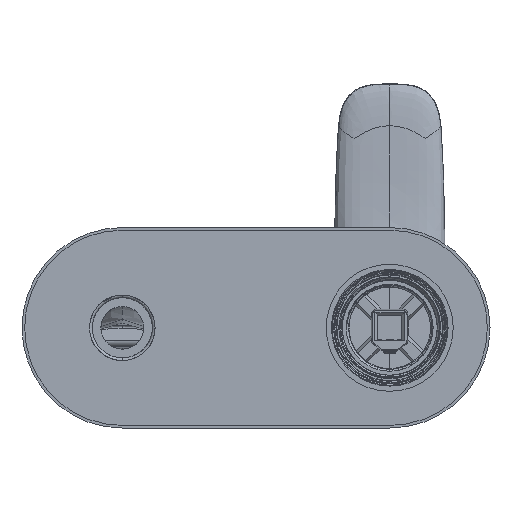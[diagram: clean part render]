
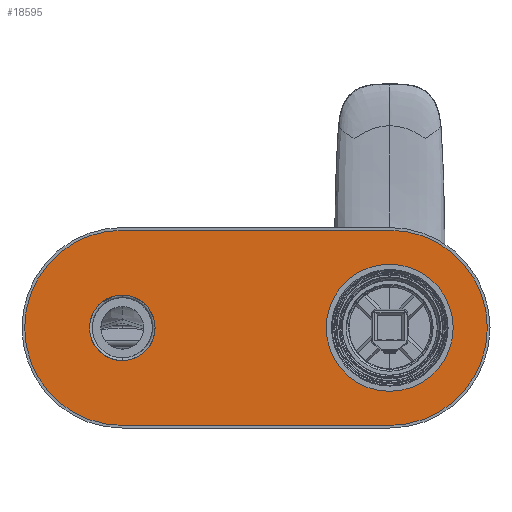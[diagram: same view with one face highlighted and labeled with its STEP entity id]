
A CAD part, front view. The second image highlights one B-rep face of the part: STEP entity #18595.
In plain terms, the highlighted planar face has unit normal (0, -1, 0).
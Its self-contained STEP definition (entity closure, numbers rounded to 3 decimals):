
#18005=DIRECTION('',(-1.,0.,0.));
#18006=VECTOR('',#18005,100.);
#18007=CARTESIAN_POINT('',(0.,4.5,36.5));
#18008=LINE('',#18007,#18006);
#18017=DIRECTION('',(1.,0.,0.));
#18018=VECTOR('',#18017,100.);
#18019=CARTESIAN_POINT('',(-100.,4.5,-36.5));
#18020=LINE('',#18019,#18018);
#18029=CARTESIAN_POINT('',(0.,4.5,0.));
#18030=DIRECTION('',(0.,1.,0.));
#18031=DIRECTION('',(0.,0.,1.));
#18032=AXIS2_PLACEMENT_3D('',#18029,#18030,#18031);
#18034=CARTESIAN_POINT('',(-100.,4.5,0.));
#18035=DIRECTION('',(0.,1.,0.));
#18036=DIRECTION('',(0.,0.,-1.));
#18037=AXIS2_PLACEMENT_3D('',#18034,#18035,#18036);
#18039=CARTESIAN_POINT('',(-100.,4.5,0.));
#18040=DIRECTION('',(0.,1.,0.));
#18041=DIRECTION('',(-1.,0.,0.));
#18042=AXIS2_PLACEMENT_3D('',#18039,#18040,#18041);
#18044=CARTESIAN_POINT('',(-100.,4.5,0.));
#18045=DIRECTION('',(0.,-1.,0.));
#18046=DIRECTION('',(1.,0.,0.));
#18047=AXIS2_PLACEMENT_3D('',#18044,#18045,#18046);
#18049=CARTESIAN_POINT('',(-100.,4.5,0.));
#18050=DIRECTION('',(0.,-1.,0.));
#18051=DIRECTION('',(-1.,0.,0.));
#18052=AXIS2_PLACEMENT_3D('',#18049,#18050,#18051);
#18054=CARTESIAN_POINT('',(0.,4.5,0.));
#18055=DIRECTION('',(0.,-1.,0.));
#18056=DIRECTION('',(-1.,0.,0.));
#18057=AXIS2_PLACEMENT_3D('',#18054,#18055,#18056);
#18059=CARTESIAN_POINT('',(0.,4.5,0.));
#18060=DIRECTION('',(0.,-1.,0.));
#18061=DIRECTION('',(1.,0.,0.));
#18062=AXIS2_PLACEMENT_3D('',#18059,#18060,#18061);
#18320=CARTESIAN_POINT('',(0.,4.5,36.5));
#18321=VERTEX_POINT('',#18320);
#18322=CARTESIAN_POINT('',(-100.,4.5,36.5));
#18323=VERTEX_POINT('',#18322);
#18324=CARTESIAN_POINT('',(0.,4.5,-36.5));
#18325=VERTEX_POINT('',#18324);
#18326=CARTESIAN_POINT('',(-100.,4.5,-36.5));
#18327=VERTEX_POINT('',#18326);
#18328=CARTESIAN_POINT('',(-136.5,4.5,0.));
#18329=VERTEX_POINT('',#18328);
#18330=CARTESIAN_POINT('',(-87.75,4.5,0.));
#18331=CARTESIAN_POINT('',(-112.25,4.5,0.));
#18332=VERTEX_POINT('',#18330);
#18333=VERTEX_POINT('',#18331);
#18334=CARTESIAN_POINT('',(-23.75,4.5,0.));
#18335=CARTESIAN_POINT('',(23.75,4.5,0.));
#18336=VERTEX_POINT('',#18334);
#18337=VERTEX_POINT('',#18335);
#18571=CARTESIAN_POINT('',(0.,4.5,0.));
#18572=DIRECTION('',(0.,1.,0.));
#18573=DIRECTION('',(1.,0.,0.));
#18574=AXIS2_PLACEMENT_3D('',#18571,#18572,#18573);
#18575=PLANE('',#18574);
#18576=ORIENTED_EDGE('',*,*,#18535,.T.);
#18577=ORIENTED_EDGE('',*,*,#18549,.F.);
#18578=ORIENTED_EDGE('',*,*,#18565,.T.);
#18579=ORIENTED_EDGE('',*,*,#18563,.T.);
#18580=ORIENTED_EDGE('',*,*,#18520,.F.);
#18581=EDGE_LOOP('',(#18576,#18577,#18578,#18579,#18580));
#18582=FACE_OUTER_BOUND('',#18581,.F.);
#18584=ORIENTED_EDGE('',*,*,#18583,.T.);
#18586=ORIENTED_EDGE('',*,*,#18585,.T.);
#18587=EDGE_LOOP('',(#18584,#18586));
#18588=FACE_BOUND('',#18587,.F.);
#18590=ORIENTED_EDGE('',*,*,#18589,.T.);
#18592=ORIENTED_EDGE('',*,*,#18591,.T.);
#18593=EDGE_LOOP('',(#18590,#18592));
#18594=FACE_BOUND('',#18593,.F.);
#18033=CIRCLE('',#18032,36.5);
#18038=CIRCLE('',#18037,36.5);
#18043=CIRCLE('',#18042,36.5);
#18048=CIRCLE('',#18047,12.25);
#18053=CIRCLE('',#18052,12.25);
#18058=CIRCLE('',#18057,23.75);
#18063=CIRCLE('',#18062,23.75);
#18520=EDGE_CURVE('',#18321,#18323,#18008,.T.);
#18535=EDGE_CURVE('',#18321,#18325,#18033,.T.);
#18549=EDGE_CURVE('',#18327,#18325,#18020,.T.);
#18563=EDGE_CURVE('',#18329,#18323,#18043,.T.);
#18565=EDGE_CURVE('',#18327,#18329,#18038,.T.);
#18583=EDGE_CURVE('',#18332,#18333,#18048,.T.);
#18585=EDGE_CURVE('',#18333,#18332,#18053,.T.);
#18589=EDGE_CURVE('',#18336,#18337,#18058,.T.);
#18591=EDGE_CURVE('',#18337,#18336,#18063,.T.);
#18595=ADVANCED_FACE('',(#18582,#18588,#18594),#18575,.F.);
